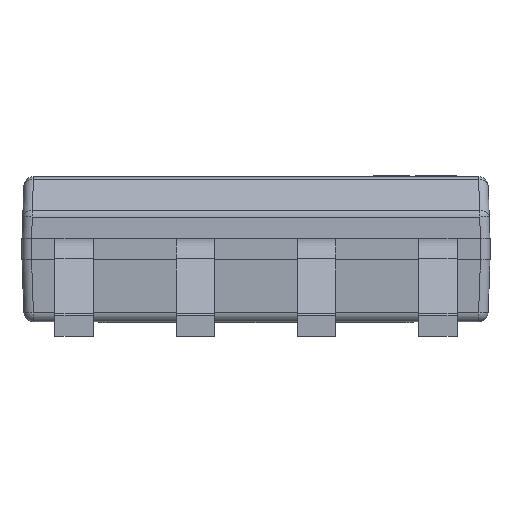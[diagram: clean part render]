
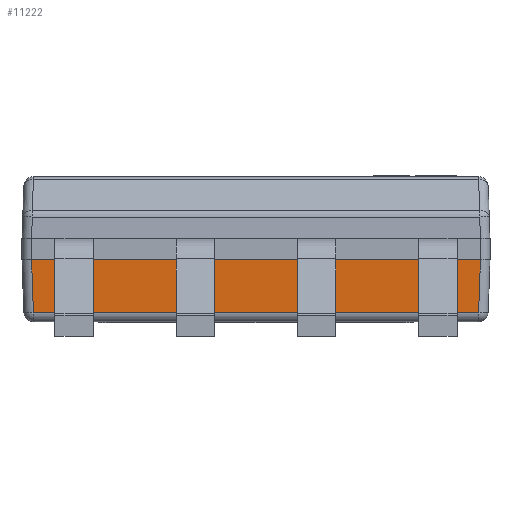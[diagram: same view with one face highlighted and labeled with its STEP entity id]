
A CAD part, front view. The second image highlights one B-rep face of the part: STEP entity #11222.
In plain terms, the highlighted planar face has unit normal (0, -0.999, -0.035).
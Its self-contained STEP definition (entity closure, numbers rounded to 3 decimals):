
#117 = ORIENTED_EDGE ( 'NONE', *, *, #8896, .F. ) ;
#148 = ORIENTED_EDGE ( 'NONE', *, *, #13266, .F. ) ;
#201 = DIRECTION ( 'NONE',  ( -1., 0., 0. ) ) ;
#215 = CARTESIAN_POINT ( 'NONE',  ( -2.45, -1.95, -0.11 ) ) ;
#314 = EDGE_CURVE ( 'NONE', #12357, #1515, #1915, .T. ) ;
#487 = CARTESIAN_POINT ( 'NONE',  ( -2.45, -1.95, -0.11 ) ) ;
#542 = VERTEX_POINT ( 'NONE', #6990 ) ;
#575 = DIRECTION ( 'NONE',  ( 0.035, 0.035, -0.999 ) ) ;
#688 = EDGE_CURVE ( 'NONE', #14649, #6675, #11686, .T. ) ;
#709 = LINE ( 'NONE', #12386, #8142 ) ;
#1045 = LINE ( 'NONE', #2087, #8154 ) ;
#1165 = LINE ( 'NONE', #1513, #12856 ) ;
#1504 = CARTESIAN_POINT ( 'NONE',  ( -2.45, -1.95, -0.11 ) ) ;
#1513 = CARTESIAN_POINT ( 'NONE',  ( -2.45, -1.931, -0.663 ) ) ;
#1515 = VERTEX_POINT ( 'NONE', #13518 ) ;
#1558 = ORIENTED_EDGE ( 'NONE', *, *, #17383, .T. ) ;
#1721 = VERTEX_POINT ( 'NONE', #1758 ) ;
#1758 = CARTESIAN_POINT ( 'NONE',  ( -0.835, -1.95, -0.11 ) ) ;
#1915 = LINE ( 'NONE', #7937, #13350 ) ;
#2065 = EDGE_CURVE ( 'NONE', #3434, #12054, #8766, .T. ) ;
#2087 = CARTESIAN_POINT ( 'NONE',  ( -2.45, -1.95, -0.11 ) ) ;
#3327 = LINE ( 'NONE', #9034, #10429 ) ;
#3434 = VERTEX_POINT ( 'NONE', #18485 ) ;
#3638 = CARTESIAN_POINT ( 'NONE',  ( 0.835, -1.95, -0.11 ) ) ;
#4160 = CARTESIAN_POINT ( 'NONE',  ( -2.45, -1.95, -0.11 ) ) ;
#4239 = CARTESIAN_POINT ( 'NONE',  ( 0.435, -1.95, -0.11 ) ) ;
#4628 = LINE ( 'NONE', #16153, #11671 ) ;
#4856 = EDGE_CURVE ( 'NONE', #1515, #542, #1045, .T. ) ;
#4953 = VECTOR ( 'NONE', #11527, 1000. ) ;
#5044 = LINE ( 'NONE', #3638, #14260 ) ;
#5103 = VERTEX_POINT ( 'NONE', #11101 ) ;
#5315 = VERTEX_POINT ( 'NONE', #16585 ) ;
#5626 = EDGE_CURVE ( 'NONE', #13295, #17078, #8852, .T. ) ;
#5927 = DIRECTION ( 'NONE',  ( -1., 0., 0. ) ) ;
#5936 = CARTESIAN_POINT ( 'NONE',  ( -2.35, -1.95, -0.107 ) ) ;
#5971 = VECTOR ( 'NONE', #575, 1000. ) ;
#6138 = DIRECTION ( 'NONE',  ( 0., -0.999, -0.035 ) ) ;
#6235 = DIRECTION ( 'NONE',  ( 0., 0.035, -0.999 ) ) ;
#6360 = EDGE_LOOP ( 'NONE', ( #117, #9242, #16459, #7458, #12204, #11367, #9678, #17894, #1558, #6813, #10054, #6848, #17980, #148 ) ) ;
#6427 = VECTOR ( 'NONE', #201, 1000. ) ;
#6675 = VERTEX_POINT ( 'NONE', #4239 ) ;
#6813 = ORIENTED_EDGE ( 'NONE', *, *, #688, .F. ) ;
#6848 = ORIENTED_EDGE ( 'NONE', *, *, #15694, .F. ) ;
#6990 = CARTESIAN_POINT ( 'NONE',  ( 2.35, -1.95, -0.11 ) ) ;
#7017 = CARTESIAN_POINT ( 'NONE',  ( -2.331, -1.931, -0.663 ) ) ;
#7080 = DIRECTION ( 'NONE',  ( 0.035, -0.035, 0.999 ) ) ;
#7262 = DIRECTION ( 'NONE',  ( 1., 0., 0. ) ) ;
#7458 = ORIENTED_EDGE ( 'NONE', *, *, #13496, .T. ) ;
#7759 = EDGE_CURVE ( 'NONE', #17078, #5315, #1165, .T. ) ;
#7837 = CARTESIAN_POINT ( 'NONE',  ( 1.705, -1.95, -0.11 ) ) ;
#7937 = CARTESIAN_POINT ( 'NONE',  ( -2.45, -1.95, -0.11 ) ) ;
#8142 = VECTOR ( 'NONE', #18264, 1000. ) ;
#8154 = VECTOR ( 'NONE', #15233, 1000. ) ;
#8251 = EDGE_CURVE ( 'NONE', #15259, #10403, #4628, .T. ) ;
#8766 = LINE ( 'NONE', #1504, #4953 ) ;
#8852 = LINE ( 'NONE', #5936, #5971 ) ;
#8885 = CARTESIAN_POINT ( 'NONE',  ( 2.105, -1.95, -0.11 ) ) ;
#8896 = EDGE_CURVE ( 'NONE', #13295, #5103, #17154, .T. ) ;
#9034 = CARTESIAN_POINT ( 'NONE',  ( -0.435, -1.95, -0.11 ) ) ;
#9086 = VECTOR ( 'NONE', #14546, 1000. ) ;
#9163 = DIRECTION ( 'NONE',  ( 1., 0., 0. ) ) ;
#9242 = ORIENTED_EDGE ( 'NONE', *, *, #5626, .T. ) ;
#9678 = ORIENTED_EDGE ( 'NONE', *, *, #17437, .T. ) ;
#10054 = ORIENTED_EDGE ( 'NONE', *, *, #15929, .T. ) ;
#10402 = LINE ( 'NONE', #17864, #6427 ) ;
#10403 = VERTEX_POINT ( 'NONE', #11425 ) ;
#10429 = VECTOR ( 'NONE', #5927, 1000. ) ;
#10480 = AXIS2_PLACEMENT_3D ( 'NONE', #487, #6138, #6235 ) ;
#10582 = DIRECTION ( 'NONE',  ( -1., 0., 0. ) ) ;
#10769 = PLANE ( 'NONE',  #10480 ) ;
#11090 = DIRECTION ( 'NONE',  ( 1., 0., 0. ) ) ;
#11101 = CARTESIAN_POINT ( 'NONE',  ( -2.35, -1.95, -0.11 ) ) ;
#11222 = ADVANCED_FACE ( 'NONE', ( #13611 ), #10769, .T. ) ;
#11367 = ORIENTED_EDGE ( 'NONE', *, *, #314, .F. ) ;
#11425 = CARTESIAN_POINT ( 'NONE',  ( -2.105, -1.95, -0.11 ) ) ;
#11445 = CARTESIAN_POINT ( 'NONE',  ( 2.344, -1.944, -0.277 ) ) ;
#11527 = DIRECTION ( 'NONE',  ( 1., 0., 0. ) ) ;
#11671 = VECTOR ( 'NONE', #10582, 1000. ) ;
#11686 = LINE ( 'NONE', #4160, #9086 ) ;
#11899 = VECTOR ( 'NONE', #7262, 1000. ) ;
#12054 = VERTEX_POINT ( 'NONE', #7837 ) ;
#12062 = CARTESIAN_POINT ( 'NONE',  ( -1.705, -1.95, -0.11 ) ) ;
#12204 = ORIENTED_EDGE ( 'NONE', *, *, #4856, .F. ) ;
#12212 = CARTESIAN_POINT ( 'NONE',  ( -2.35, -1.95, -0.11 ) ) ;
#12357 = VERTEX_POINT ( 'NONE', #8885 ) ;
#12386 = CARTESIAN_POINT ( 'NONE',  ( -2.45, -1.95, -0.11 ) ) ;
#12679 = DIRECTION ( 'NONE',  ( 1., 0., 0. ) ) ;
#12856 = VECTOR ( 'NONE', #11090, 1000. ) ;
#13234 = VECTOR ( 'NONE', #12679, 1000. ) ;
#13266 = EDGE_CURVE ( 'NONE', #5103, #10403, #709, .T. ) ;
#13295 = VERTEX_POINT ( 'NONE', #12212 ) ;
#13350 = VECTOR ( 'NONE', #9163, 1000. ) ;
#13496 = EDGE_CURVE ( 'NONE', #5315, #542, #18351, .T. ) ;
#13518 = CARTESIAN_POINT ( 'NONE',  ( 2.35, -1.95, -0.11 ) ) ;
#13611 = FACE_OUTER_BOUND ( 'NONE', #6360, .T. ) ;
#14260 = VECTOR ( 'NONE', #15159, 1000. ) ;
#14546 = DIRECTION ( 'NONE',  ( 1., 0., 0. ) ) ;
#14649 = VERTEX_POINT ( 'NONE', #15392 ) ;
#15159 = DIRECTION ( 'NONE',  ( -1., 0., 0. ) ) ;
#15233 = DIRECTION ( 'NONE',  ( 1., 0., 0. ) ) ;
#15259 = VERTEX_POINT ( 'NONE', #12062 ) ;
#15392 = CARTESIAN_POINT ( 'NONE',  ( -0.435, -1.95, -0.11 ) ) ;
#15424 = VECTOR ( 'NONE', #7080, 1000. ) ;
#15694 = EDGE_CURVE ( 'NONE', #15259, #1721, #15993, .T. ) ;
#15929 = EDGE_CURVE ( 'NONE', #14649, #1721, #3327, .T. ) ;
#15993 = LINE ( 'NONE', #215, #11899 ) ;
#16153 = CARTESIAN_POINT ( 'NONE',  ( -1.705, -1.95, -0.11 ) ) ;
#16459 = ORIENTED_EDGE ( 'NONE', *, *, #7759, .T. ) ;
#16585 = CARTESIAN_POINT ( 'NONE',  ( 2.331, -1.931, -0.663 ) ) ;
#16953 = CARTESIAN_POINT ( 'NONE',  ( -2.45, -1.95, -0.11 ) ) ;
#17078 = VERTEX_POINT ( 'NONE', #7017 ) ;
#17154 = LINE ( 'NONE', #16953, #13234 ) ;
#17383 = EDGE_CURVE ( 'NONE', #3434, #6675, #5044, .T. ) ;
#17437 = EDGE_CURVE ( 'NONE', #12357, #12054, #10402, .T. ) ;
#17864 = CARTESIAN_POINT ( 'NONE',  ( 2.105, -1.95, -0.11 ) ) ;
#17894 = ORIENTED_EDGE ( 'NONE', *, *, #2065, .F. ) ;
#17980 = ORIENTED_EDGE ( 'NONE', *, *, #8251, .T. ) ;
#18264 = DIRECTION ( 'NONE',  ( 1., 0., 0. ) ) ;
#18351 = LINE ( 'NONE', #11445, #15424 ) ;
#18485 = CARTESIAN_POINT ( 'NONE',  ( 0.835, -1.95, -0.11 ) ) ;
